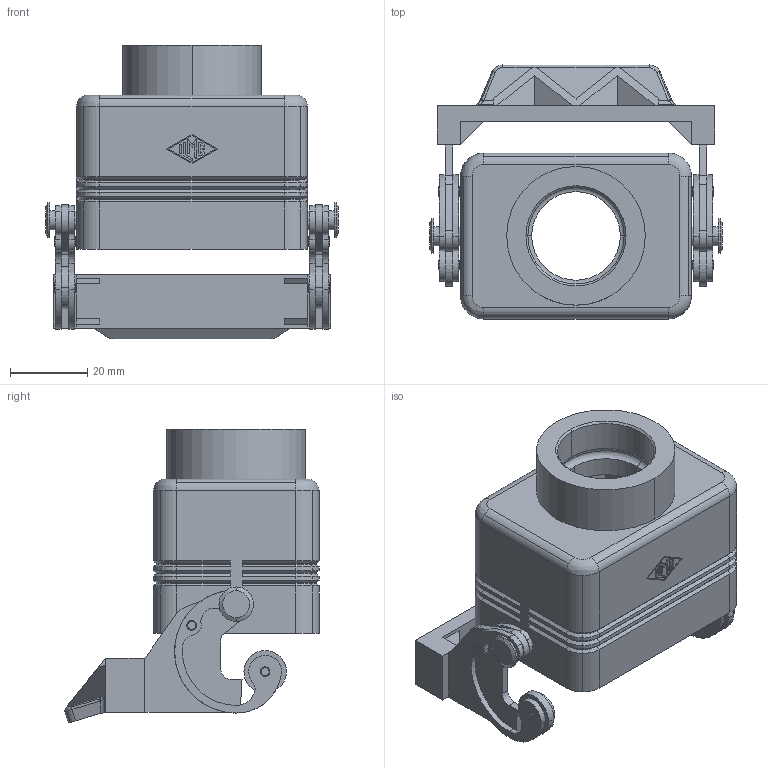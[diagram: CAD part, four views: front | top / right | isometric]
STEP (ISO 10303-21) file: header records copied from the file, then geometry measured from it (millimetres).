
FILE_DESCRIPTION((''),'2;1');
FILE_NAME('MHV 06 LX25.stp','2006-12-12T11:02:17',('gembarski'),(''),'Autodesk Inventor 7','Autodesk Inventor 7','');
FILE_SCHEMA(('AUTOMOTIVE_DESIGN { 1 0 10303 214 1 1 1 1 }'));
Length unit declared in the file: millimetre
Products named in the file (1): CHV Tüllengehäuse 1 Bügel für einen Einsatz
Bounding box: 76 x 65.99 x 76.32 mm (x, y, z)
Volume: 53076.2 mm3; surface area: 31294.8 mm2
Topology: 1 solids, 3 shells, 540 faces, 1370 edges, 854 vertices
Faces by surface type: plane 186, bspline 156, cylinder 136, cone 52, torus 10
Entity records: 18056 total; most frequent: CARTESIAN_POINT 5143, ORIENTED_EDGE 2720, DIRECTION 2690, EDGE_CURVE 1360, AXIS2_PLACEMENT_3D 945, VERTEX_POINT 854, VECTOR 800, LINE 800
